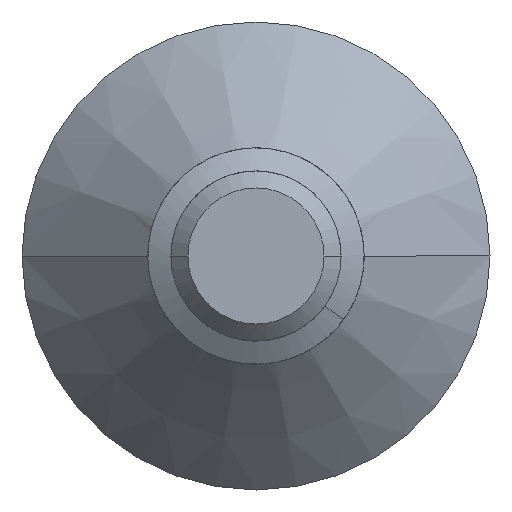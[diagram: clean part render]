
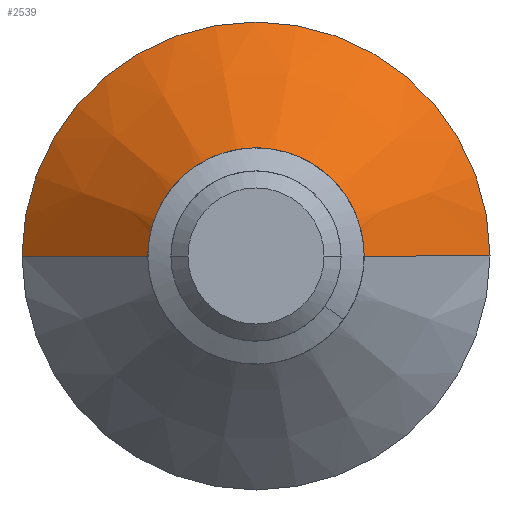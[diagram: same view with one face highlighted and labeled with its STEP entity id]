
A CAD part, front view. The second image highlights one B-rep face of the part: STEP entity #2539.
In plain terms, the highlighted conical face has half-angle 45 degrees and reference radius 1 mm.
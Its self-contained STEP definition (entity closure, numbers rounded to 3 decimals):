
#6 = DIRECTION ( 'NONE',  ( -1., 0., 0. ) ) ;
#27 = CARTESIAN_POINT ( 'NONE',  ( -1., 6.25, 0. ) ) ;
#195 = DIRECTION ( 'NONE',  ( 0., 1., 0. ) ) ;
#324 = AXIS2_PLACEMENT_3D ( 'NONE', #1726, #195, #2256 ) ;
#329 = VERTEX_POINT ( 'NONE', #631 ) ;
#381 = EDGE_CURVE ( 'NONE', #1231, #2344, #1853, .T. ) ;
#484 = DIRECTION ( 'NONE',  ( -1., 0., 0. ) ) ;
#584 = DIRECTION ( 'NONE',  ( 0.707, 0.707, 0. ) ) ;
#617 = CONICAL_SURFACE ( 'NONE', #3355, 1., 0.785 ) ;
#631 = CARTESIAN_POINT ( 'NONE',  ( -1., 6.25, 0. ) ) ;
#798 = CARTESIAN_POINT ( 'NONE',  ( 0., 6.25, 0. ) ) ;
#1024 = EDGE_CURVE ( 'NONE', #329, #3048, #1169, .T. ) ;
#1169 = LINE ( 'NONE', #27, #3255 ) ;
#1231 = VERTEX_POINT ( 'NONE', #2150 ) ;
#1506 = CARTESIAN_POINT ( 'NONE',  ( 0., 8., 0. ) ) ;
#1639 = ORIENTED_EDGE ( 'NONE', *, *, #2990, .F. ) ;
#1726 = CARTESIAN_POINT ( 'NONE',  ( 0., 6.25, 0. ) ) ;
#1853 = LINE ( 'NONE', #3183, #2568 ) ;
#1987 = AXIS2_PLACEMENT_3D ( 'NONE', #1506, #2758, #484 ) ;
#2150 = CARTESIAN_POINT ( 'NONE',  ( 1., 6.25, 0. ) ) ;
#2226 = CARTESIAN_POINT ( 'NONE',  ( -2.75, 8., 0. ) ) ;
#2256 = DIRECTION ( 'NONE',  ( -1., 0., 0. ) ) ;
#2321 = DIRECTION ( 'NONE',  ( -0.707, 0.707, 0. ) ) ;
#2344 = VERTEX_POINT ( 'NONE', #2508 ) ;
#2471 = ORIENTED_EDGE ( 'NONE', *, *, #2485, .T. ) ;
#2485 = EDGE_CURVE ( 'NONE', #329, #1231, #3136, .T. ) ;
#2508 = CARTESIAN_POINT ( 'NONE',  ( 2.75, 8., 0. ) ) ;
#2539 = ADVANCED_FACE ( 'NONE', ( #3211 ), #617, .T. ) ;
#2568 = VECTOR ( 'NONE', #584, 1000. ) ;
#2591 = EDGE_LOOP ( 'NONE', ( #2471, #2910, #1639, #2672 ) ) ;
#2618 = DIRECTION ( 'NONE',  ( 0., 1., 0. ) ) ;
#2672 = ORIENTED_EDGE ( 'NONE', *, *, #1024, .F. ) ;
#2758 = DIRECTION ( 'NONE',  ( 0., 1., 0. ) ) ;
#2910 = ORIENTED_EDGE ( 'NONE', *, *, #381, .T. ) ;
#2990 = EDGE_CURVE ( 'NONE', #3048, #2344, #3018, .T. ) ;
#3018 = CIRCLE ( 'NONE', #1987, 2.75 ) ;
#3048 = VERTEX_POINT ( 'NONE', #2226 ) ;
#3136 = CIRCLE ( 'NONE', #324, 1. ) ;
#3183 = CARTESIAN_POINT ( 'NONE',  ( 1., 6.25, 0. ) ) ;
#3211 = FACE_OUTER_BOUND ( 'NONE', #2591, .T. ) ;
#3255 = VECTOR ( 'NONE', #2321, 1000. ) ;
#3355 = AXIS2_PLACEMENT_3D ( 'NONE', #798, #2618, #6 ) ;
